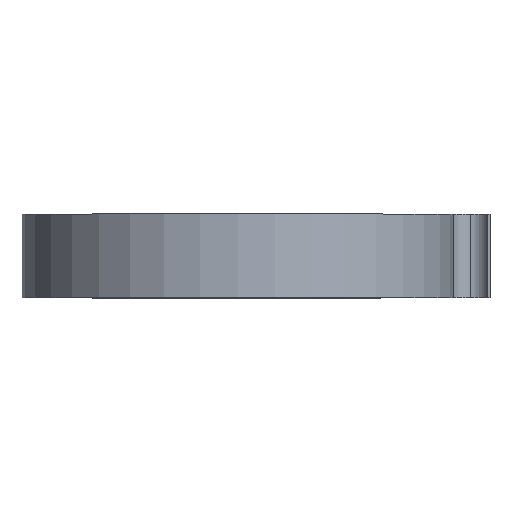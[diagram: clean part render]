
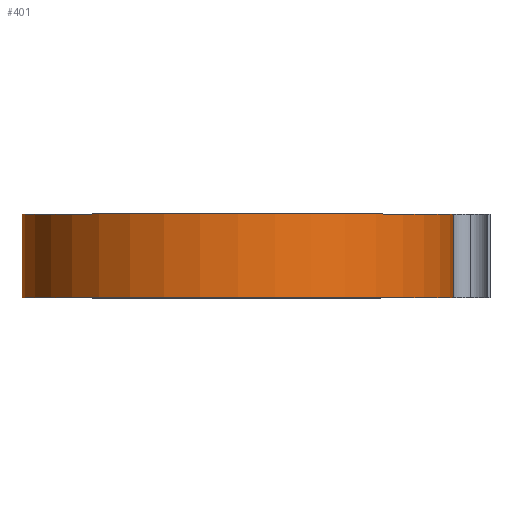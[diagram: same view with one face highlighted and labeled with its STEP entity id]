
A CAD part, top view. The second image highlights one B-rep face of the part: STEP entity #401.
In plain terms, the highlighted cylindrical face has radius 31 mm (diameter 62 mm), a partial arc.
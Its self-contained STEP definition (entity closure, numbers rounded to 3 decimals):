
#150 = VERTEX_POINT ( 'NONE', #885 ) ;
#202 = AXIS2_PLACEMENT_3D ( 'NONE', #1814, #3451, #4996 ) ;
#372 = CARTESIAN_POINT ( 'NONE',  ( 31., 12., 0. ) ) ;
#401 = ADVANCED_FACE ( 'NONE', ( #2918 ), #2839, .T. ) ;
#428 = ORIENTED_EDGE ( 'NONE', *, *, #4109, .T. ) ;
#444 = CARTESIAN_POINT ( 'NONE',  ( -31., 12., 0. ) ) ;
#454 = CARTESIAN_POINT ( 'NONE',  ( -31., 12., 0. ) ) ;
#483 = DIRECTION ( 'NONE',  ( 0., 0., -1. ) ) ;
#553 = CIRCLE ( 'NONE', #1062, 31. ) ;
#744 = EDGE_CURVE ( 'NONE', #150, #2272, #4771, .T. ) ;
#868 = VERTEX_POINT ( 'NONE', #444 ) ;
#878 = DIRECTION ( 'NONE',  ( 0., -1., 0. ) ) ;
#885 = CARTESIAN_POINT ( 'NONE',  ( 31., 12., 0. ) ) ;
#1062 = AXIS2_PLACEMENT_3D ( 'NONE', #3840, #1811, #2161 ) ;
#1487 = ORIENTED_EDGE ( 'NONE', *, *, #5154, .T. ) ;
#1502 = ORIENTED_EDGE ( 'NONE', *, *, #1535, .F. ) ;
#1535 = EDGE_CURVE ( 'NONE', #868, #150, #553, .T. ) ;
#1757 = VECTOR ( 'NONE', #878, 1000. ) ;
#1811 = DIRECTION ( 'NONE',  ( 0., 1., 0. ) ) ;
#1814 = CARTESIAN_POINT ( 'NONE',  ( 0., 0., 0. ) ) ;
#1907 = ORIENTED_EDGE ( 'NONE', *, *, #744, .F. ) ;
#2140 = CARTESIAN_POINT ( 'NONE',  ( 31., 0., 0. ) ) ;
#2161 = DIRECTION ( 'NONE',  ( 1., 0., 0. ) ) ;
#2272 = VERTEX_POINT ( 'NONE', #2140 ) ;
#2466 = LINE ( 'NONE', #454, #1757 ) ;
#2757 = DIRECTION ( 'NONE',  ( 0., -1., 0. ) ) ;
#2839 = CYLINDRICAL_SURFACE ( 'NONE', #4693, 31. ) ;
#2867 = DIRECTION ( 'NONE',  ( 0., -1., 0. ) ) ;
#2918 = FACE_OUTER_BOUND ( 'NONE', #3392, .T. ) ;
#3392 = EDGE_LOOP ( 'NONE', ( #1487, #1907, #1502, #428 ) ) ;
#3451 = DIRECTION ( 'NONE',  ( 0., 1., 0. ) ) ;
#3840 = CARTESIAN_POINT ( 'NONE',  ( 0., 12., 0. ) ) ;
#4109 = EDGE_CURVE ( 'NONE', #868, #4402, #2466, .T. ) ;
#4122 = CIRCLE ( 'NONE', #202, 31. ) ;
#4201 = VECTOR ( 'NONE', #2757, 1000. ) ;
#4402 = VERTEX_POINT ( 'NONE', #4750 ) ;
#4495 = CARTESIAN_POINT ( 'NONE',  ( 0., 12., 0. ) ) ;
#4693 = AXIS2_PLACEMENT_3D ( 'NONE', #4495, #2867, #483 ) ;
#4750 = CARTESIAN_POINT ( 'NONE',  ( -31., 0., 0. ) ) ;
#4771 = LINE ( 'NONE', #372, #4201 ) ;
#4996 = DIRECTION ( 'NONE',  ( 1., 0., 0. ) ) ;
#5154 = EDGE_CURVE ( 'NONE', #4402, #2272, #4122, .T. ) ;
